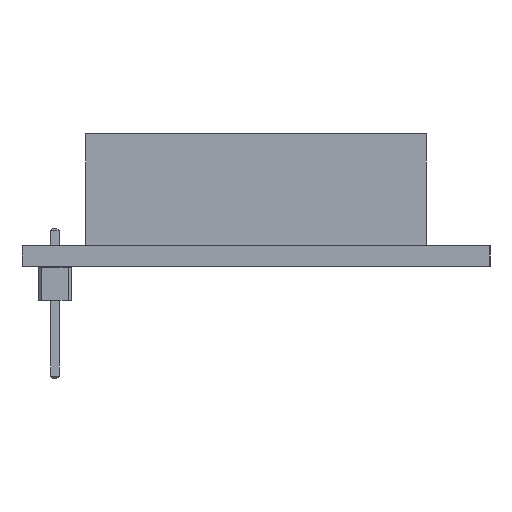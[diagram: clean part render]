
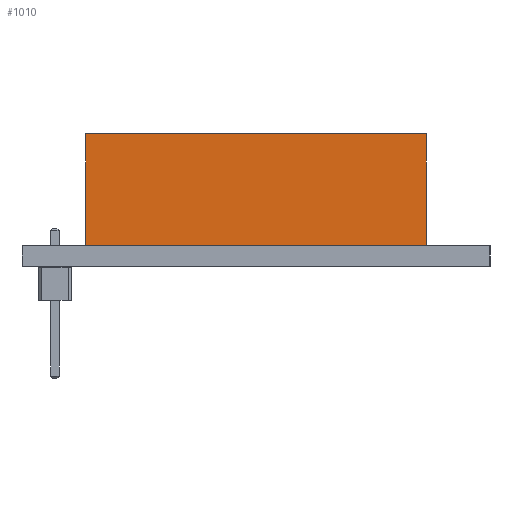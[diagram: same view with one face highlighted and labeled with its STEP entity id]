
A CAD part, left-side view. The second image highlights one B-rep face of the part: STEP entity #1010.
In plain terms, the highlighted planar face has unit normal (-1, 0, 0).
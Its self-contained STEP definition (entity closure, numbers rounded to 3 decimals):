
#550 = VERTEX_POINT('',#551);
#551 = CARTESIAN_POINT('',(-35.6,13.1,4.2));
#566 = VERTEX_POINT('',#567);
#567 = CARTESIAN_POINT('',(-35.6,-13.1,4.2));
#573 = EDGE_CURVE('',#550,#566,#574,.T.);
#574 = LINE('',#575,#576);
#575 = CARTESIAN_POINT('',(-35.6,13.1,4.2));
#576 = VECTOR('',#577,1.);
#577 = DIRECTION('',(0.,-1.,0.));
#992 = VERTEX_POINT('',#993);
#993 = CARTESIAN_POINT('',(-35.6,13.1,12.8));
#999 = EDGE_CURVE('',#550,#992,#1000,.T.);
#1000 = LINE('',#1001,#1002);
#1001 = CARTESIAN_POINT('',(-35.6,13.1,4.2));
#1002 = VECTOR('',#1003,1.);
#1003 = DIRECTION('',(0.,0.,1.));
#1010 = ADVANCED_FACE('',(#1011),#1029,.F.);
#1011 = FACE_BOUND('',#1012,.F.);
#1012 = EDGE_LOOP('',(#1013,#1014,#1022,#1028));
#1013 = ORIENTED_EDGE('',*,*,#999,.T.);
#1014 = ORIENTED_EDGE('',*,*,#1015,.T.);
#1015 = EDGE_CURVE('',#992,#1016,#1018,.T.);
#1016 = VERTEX_POINT('',#1017);
#1017 = CARTESIAN_POINT('',(-35.6,-13.1,12.8));
#1018 = LINE('',#1019,#1020);
#1019 = CARTESIAN_POINT('',(-35.6,13.1,12.8));
#1020 = VECTOR('',#1021,1.);
#1021 = DIRECTION('',(0.,-1.,0.));
#1022 = ORIENTED_EDGE('',*,*,#1023,.F.);
#1023 = EDGE_CURVE('',#566,#1016,#1024,.T.);
#1024 = LINE('',#1025,#1026);
#1025 = CARTESIAN_POINT('',(-35.6,-13.1,4.2));
#1026 = VECTOR('',#1027,1.);
#1027 = DIRECTION('',(0.,0.,1.));
#1028 = ORIENTED_EDGE('',*,*,#573,.F.);
#1029 = PLANE('',#1030);
#1030 = AXIS2_PLACEMENT_3D('',#1031,#1032,#1033);
#1031 = CARTESIAN_POINT('',(-35.6,13.1,4.2));
#1032 = DIRECTION('',(1.,0.,0.));
#1033 = DIRECTION('',(0.,-1.,0.));
